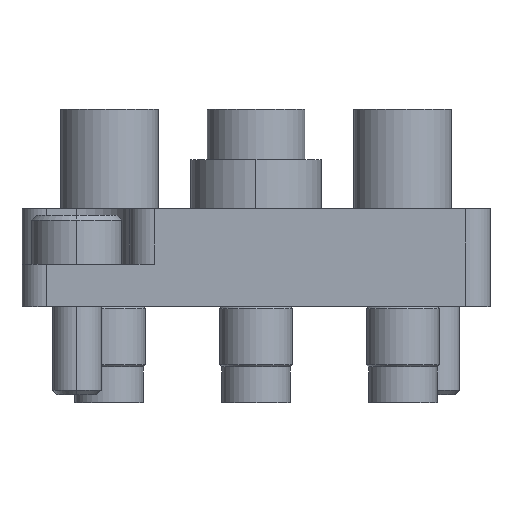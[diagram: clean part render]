
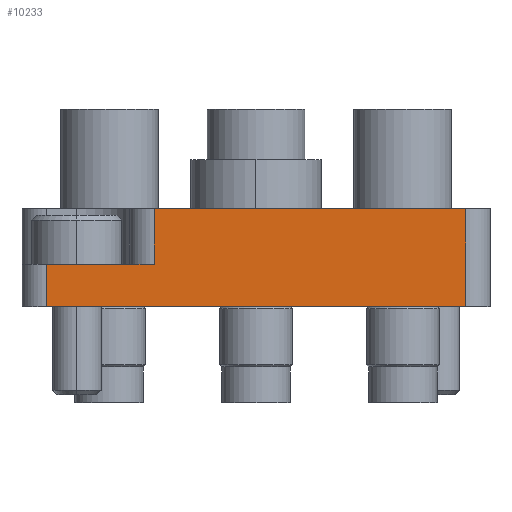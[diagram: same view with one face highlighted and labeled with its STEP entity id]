
A CAD part, front view. The second image highlights one B-rep face of the part: STEP entity #10233.
In plain terms, the highlighted face is planar.
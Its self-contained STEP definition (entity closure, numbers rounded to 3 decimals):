
#181 = DIRECTION ( 'NONE',  ( 0., -1., 0. ) ) ;
#183 = VECTOR ( 'NONE', #11228, 1000. ) ;
#315 = VECTOR ( 'NONE', #6995, 1000. ) ;
#729 = LINE ( 'NONE', #9665, #183 ) ;
#737 = LINE ( 'NONE', #16153, #14111 ) ;
#1067 = CARTESIAN_POINT ( 'NONE',  ( 30., 0., 14.35 ) ) ;
#1204 = DIRECTION ( 'NONE',  ( 1., 0., 0. ) ) ;
#1757 = CARTESIAN_POINT ( 'NONE',  ( 30., 0., 12.85 ) ) ;
#2104 = VERTEX_POINT ( 'NONE', #3074 ) ;
#2367 = EDGE_LOOP ( 'NONE', ( #9138, #10292, #10610, #13117, #10615, #14333 ) ) ;
#2653 = PLANE ( 'NONE',  #6445 ) ;
#2832 = VERTEX_POINT ( 'NONE', #3951 ) ;
#2982 = CARTESIAN_POINT ( 'NONE',  ( 30., 0., -12.85 ) ) ;
#3074 = CARTESIAN_POINT ( 'NONE',  ( 30., 0., 12.85 ) ) ;
#3951 = CARTESIAN_POINT ( 'NONE',  ( 30., 6., 6.25 ) ) ;
#4825 = VERTEX_POINT ( 'NONE', #8115 ) ;
#4937 = LINE ( 'NONE', #1067, #7908 ) ;
#5005 = EDGE_CURVE ( 'NONE', #4825, #2104, #13548, .T. ) ;
#5521 = CARTESIAN_POINT ( 'NONE',  ( 30., 2.6, 7.75 ) ) ;
#6313 = DIRECTION ( 'NONE',  ( 0., 0., -1. ) ) ;
#6445 = AXIS2_PLACEMENT_3D ( 'NONE', #15592, #1204, #7660 ) ;
#6995 = DIRECTION ( 'NONE',  ( 0., -1., 0. ) ) ;
#7005 = DIRECTION ( 'NONE',  ( 0., 1., 0. ) ) ;
#7660 = DIRECTION ( 'NONE',  ( 0., 1., 0. ) ) ;
#7908 = VECTOR ( 'NONE', #6313, 1000. ) ;
#8115 = CARTESIAN_POINT ( 'NONE',  ( 30., 2.6, 12.85 ) ) ;
#8686 = EDGE_CURVE ( 'NONE', #2832, #15849, #10843, .T. ) ;
#9004 = CARTESIAN_POINT ( 'NONE',  ( 30., 6., -12.85 ) ) ;
#9138 = ORIENTED_EDGE ( 'NONE', *, *, #13799, .F. ) ;
#9353 = EDGE_CURVE ( 'NONE', #4825, #15849, #16307, .T. ) ;
#9428 = VECTOR ( 'NONE', #181, 1000. ) ;
#9665 = CARTESIAN_POINT ( 'NONE',  ( 30., 6., 14.35 ) ) ;
#10233 = ADVANCED_FACE ( 'NONE', ( #13078 ), #2653, .T. ) ;
#10292 = ORIENTED_EDGE ( 'NONE', *, *, #8686, .T. ) ;
#10610 = ORIENTED_EDGE ( 'NONE', *, *, #9353, .F. ) ;
#10615 = ORIENTED_EDGE ( 'NONE', *, *, #15908, .T. ) ;
#10724 = EDGE_CURVE ( 'NONE', #16764, #16535, #737, .T. ) ;
#10843 = LINE ( 'NONE', #13252, #9428 ) ;
#11228 = DIRECTION ( 'NONE',  ( 0., 0., -1. ) ) ;
#13078 = FACE_OUTER_BOUND ( 'NONE', #2367, .T. ) ;
#13117 = ORIENTED_EDGE ( 'NONE', *, *, #5005, .T. ) ;
#13252 = CARTESIAN_POINT ( 'NONE',  ( 30., 2.6, 6.25 ) ) ;
#13548 = LINE ( 'NONE', #1757, #315 ) ;
#13799 = EDGE_CURVE ( 'NONE', #2832, #16535, #729, .T. ) ;
#14111 = VECTOR ( 'NONE', #7005, 1000. ) ;
#14333 = ORIENTED_EDGE ( 'NONE', *, *, #10724, .T. ) ;
#15237 = VECTOR ( 'NONE', #16224, 1000. ) ;
#15592 = CARTESIAN_POINT ( 'NONE',  ( 30., 6., 14.35 ) ) ;
#15849 = VERTEX_POINT ( 'NONE', #16750 ) ;
#15908 = EDGE_CURVE ( 'NONE', #2104, #16764, #4937, .T. ) ;
#16153 = CARTESIAN_POINT ( 'NONE',  ( 30., 6., -12.85 ) ) ;
#16224 = DIRECTION ( 'NONE',  ( 0., 0., -1. ) ) ;
#16307 = LINE ( 'NONE', #5521, #15237 ) ;
#16535 = VERTEX_POINT ( 'NONE', #9004 ) ;
#16750 = CARTESIAN_POINT ( 'NONE',  ( 30., 2.6, 6.25 ) ) ;
#16764 = VERTEX_POINT ( 'NONE', #2982 ) ;
